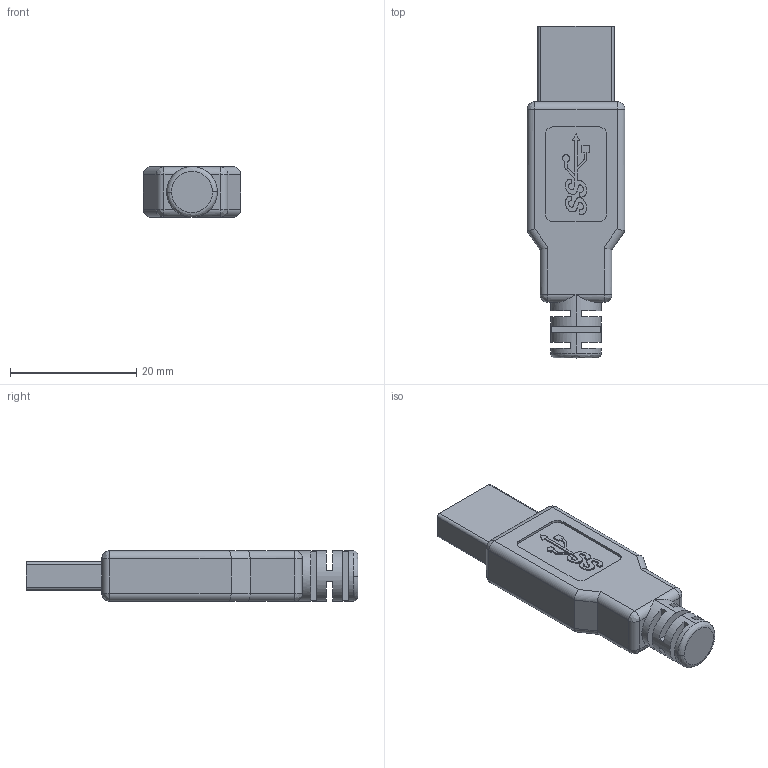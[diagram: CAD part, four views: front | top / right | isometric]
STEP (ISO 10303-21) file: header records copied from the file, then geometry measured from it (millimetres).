
FILE_DESCRIPTION (( 'STEP AP214' ), '1' );
FILE_NAME ('Direct A connector.step', '2018-12-31T16:57:12', ( '' ), ( '' ), 'SwSTEP 2.0', 'SolidWorks 2018', '' );
FILE_SCHEMA (( 'AUTOMOTIVE_DESIGN' ));
Length unit declared in the file: millimetre
Products named in the file (1): Direct A connector
Bounding box: 15.5 x 52.6 x 8 mm (x, y, z)
Volume: 4418.3 mm3; surface area: 2384.8 mm2
Topology: 1 solids, 1 shells, 157 faces, 420 edges, 266 vertices
Faces by surface type: plane 73, bspline 47, cylinder 37
Entity records: 5592 total; most frequent: CARTESIAN_POINT 1950, ORIENTED_EDGE 824, DIRECTION 628, EDGE_CURVE 412, VERTEX_POINT 266, VECTOR 242, LINE 242, AXIS2_PLACEMENT_3D 193
